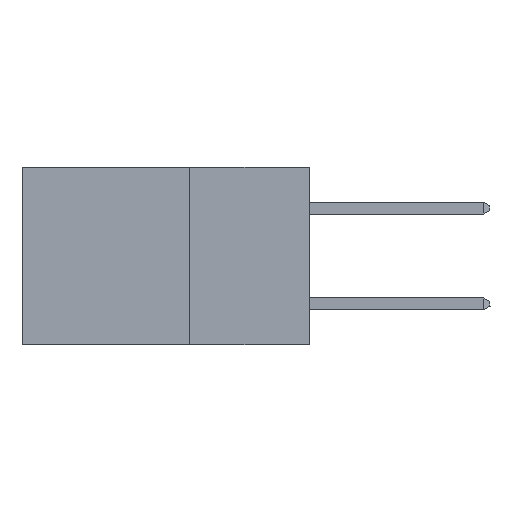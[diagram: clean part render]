
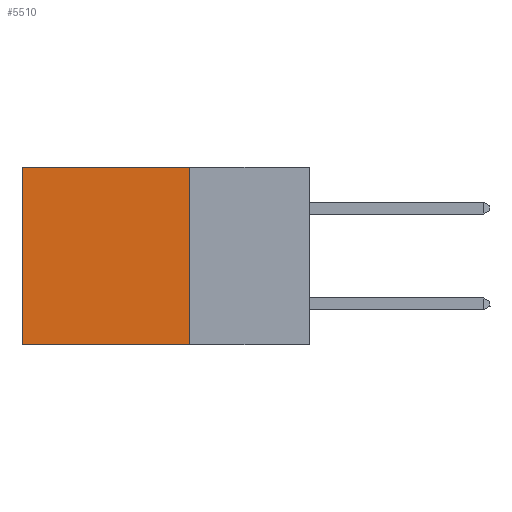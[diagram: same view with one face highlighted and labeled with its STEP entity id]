
A CAD part, left-side view. The second image highlights one B-rep face of the part: STEP entity #5510.
In plain terms, the highlighted planar face has unit normal (-1, 0, 0).
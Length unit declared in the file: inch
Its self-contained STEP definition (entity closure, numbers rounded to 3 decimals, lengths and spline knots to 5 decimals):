
#1044 = VECTOR ( 'NONE', #7912, 39.37008 ) ;
#2883 = LINE ( 'NONE', #15880, #17584 ) ;
#3315 = VERTEX_POINT ( 'NONE', #7503 ) ;
#3964 = ORIENTED_EDGE ( 'NONE', *, *, #18413, .T. ) ;
#3987 = ORIENTED_EDGE ( 'NONE', *, *, #5887, .F. ) ;
#4020 = DIRECTION ( 'NONE',  ( 1., 0., 0. ) ) ;
#4222 = VERTEX_POINT ( 'NONE', #5431 ) ;
#4502 = DIRECTION ( 'NONE',  ( 0., 0., -1. ) ) ;
#5405 = CARTESIAN_POINT ( 'NONE',  ( 0.2875, 0.6, -0.37 ) ) ;
#5431 = CARTESIAN_POINT ( 'NONE',  ( 0.2875, 0.6, 0. ) ) ;
#5458 = LINE ( 'NONE', #6470, #1044 ) ;
#5510 = ADVANCED_FACE ( 'NONE', ( #16749 ), #9702, .F. ) ;
#5887 = EDGE_CURVE ( 'NONE', #3315, #15642, #17602, .T. ) ;
#6470 = CARTESIAN_POINT ( 'NONE',  ( 0.2875, 0.25, 0. ) ) ;
#6761 = VECTOR ( 'NONE', #16127, 39.37008 ) ;
#7059 = CARTESIAN_POINT ( 'NONE',  ( 0.2875, 0.25, -0.37 ) ) ;
#7503 = CARTESIAN_POINT ( 'NONE',  ( 0.2875, 0.25, 0. ) ) ;
#7912 = DIRECTION ( 'NONE',  ( 0., 1., 0. ) ) ;
#8508 = DIRECTION ( 'NONE',  ( 0., 1., 0. ) ) ;
#8936 = VERTEX_POINT ( 'NONE', #5405 ) ;
#9089 = CARTESIAN_POINT ( 'NONE',  ( 0.2875, 0.25, 0. ) ) ;
#9702 = PLANE ( 'NONE',  #16401 ) ;
#9706 = VECTOR ( 'NONE', #8508, 39.37008 ) ;
#10466 = EDGE_LOOP ( 'NONE', ( #3964, #12453, #3987, #12963 ) ) ;
#12453 = ORIENTED_EDGE ( 'NONE', *, *, #13203, .F. ) ;
#12963 = ORIENTED_EDGE ( 'NONE', *, *, #14121, .T. ) ;
#13203 = EDGE_CURVE ( 'NONE', #15642, #8936, #13492, .T. ) ;
#13492 = LINE ( 'NONE', #7059, #9706 ) ;
#13991 = DIRECTION ( 'NONE',  ( 0., 0., -1. ) ) ;
#14121 = EDGE_CURVE ( 'NONE', #3315, #4222, #5458, .T. ) ;
#15642 = VERTEX_POINT ( 'NONE', #18442 ) ;
#15880 = CARTESIAN_POINT ( 'NONE',  ( 0.2875, 0.6, 0. ) ) ;
#16127 = DIRECTION ( 'NONE',  ( 0., 0., -1. ) ) ;
#16401 = AXIS2_PLACEMENT_3D ( 'NONE', #16769, #4020, #13991 ) ;
#16749 = FACE_OUTER_BOUND ( 'NONE', #10466, .T. ) ;
#16769 = CARTESIAN_POINT ( 'NONE',  ( 0.2875, 0.25, 0. ) ) ;
#17584 = VECTOR ( 'NONE', #4502, 39.37008 ) ;
#17602 = LINE ( 'NONE', #9089, #6761 ) ;
#18413 = EDGE_CURVE ( 'NONE', #4222, #8936, #2883, .T. ) ;
#18442 = CARTESIAN_POINT ( 'NONE',  ( 0.2875, 0.25, -0.37 ) ) ;
